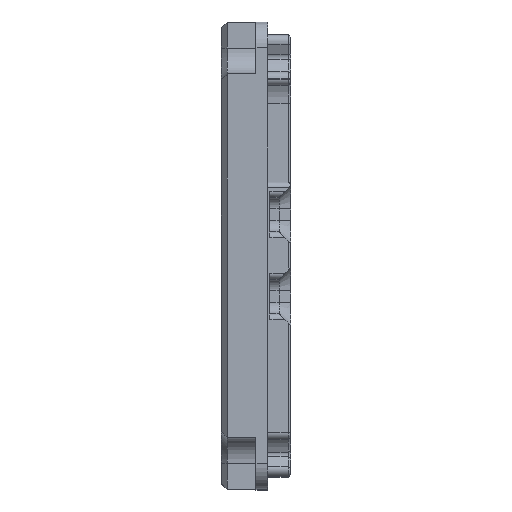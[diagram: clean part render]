
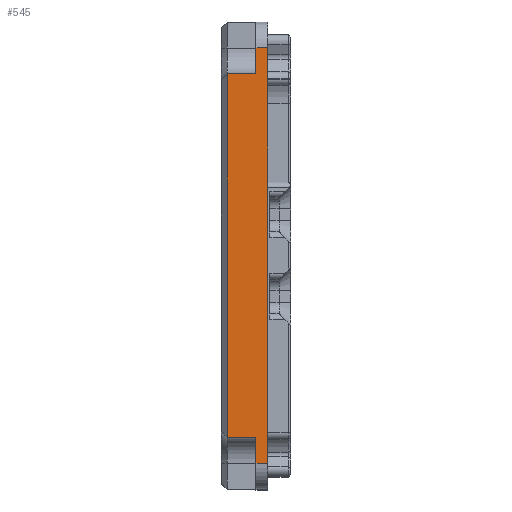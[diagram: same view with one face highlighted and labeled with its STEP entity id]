
A CAD part, top view. The second image highlights one B-rep face of the part: STEP entity #545.
In plain terms, the highlighted planar face has unit normal (0, 0, 1).
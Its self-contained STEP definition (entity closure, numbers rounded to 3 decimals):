
#545=ADVANCED_FACE('',(#970),#4074,.T.);
#970=FACE_OUTER_BOUND('',#1430,.F.);
#1430=EDGE_LOOP('',(#2028,#2029,#2030,#2031,#2032,#2033,#2034,#2035));
#2028=ORIENTED_EDGE('',*,*,#6946,.F.);
#2029=ORIENTED_EDGE('',*,*,#6959,.T.);
#2030=ORIENTED_EDGE('',*,*,#6979,.F.);
#2031=ORIENTED_EDGE('',*,*,#6964,.F.);
#2032=ORIENTED_EDGE('',*,*,#6972,.T.);
#2033=ORIENTED_EDGE('',*,*,#6962,.T.);
#2034=ORIENTED_EDGE('',*,*,#6945,.F.);
#2035=ORIENTED_EDGE('',*,*,#6728,.T.);
#4074=PLANE('',#10309);
#6728=EDGE_CURVE('',#9828,#9827,#7802,.T.);
#6945=EDGE_CURVE('',#9828,#9623,#7907,.T.);
#6946=EDGE_CURVE('',#9622,#9827,#7908,.T.);
#6959=EDGE_CURVE('',#9622,#9611,#7919,.T.);
#6962=EDGE_CURVE('',#9609,#9623,#7921,.T.);
#6964=EDGE_CURVE('',#9608,#9607,#7922,.T.);
#6972=EDGE_CURVE('',#9608,#9609,#7926,.T.);
#6979=EDGE_CURVE('',#9607,#9611,#7933,.T.);
#7802=LINE('',#13926,#8566);
#7907=LINE('',#14143,#8671);
#7908=LINE('',#14144,#8672);
#7919=LINE('',#14157,#8683);
#7921=LINE('',#14160,#8685);
#7922=LINE('',#14162,#8686);
#7926=LINE('',#14170,#8690);
#7933=LINE('',#14177,#8697);
#8566=VECTOR('',#10829,31.5);
#8671=VECTOR('',#11158,2.5);
#8672=VECTOR('',#11159,2.5);
#8683=VECTOR('',#11174,2.25);
#8685=VECTOR('',#11178,2.25);
#8686=VECTOR('',#11181,36.);
#8690=VECTOR('',#11193,1.);
#8697=VECTOR('',#11200,1.);
#9607=VERTEX_POINT('',#13346);
#9608=VERTEX_POINT('',#13347);
#9609=VERTEX_POINT('',#13348);
#9611=VERTEX_POINT('',#13350);
#9622=VERTEX_POINT('',#13361);
#9623=VERTEX_POINT('',#13362);
#9827=VERTEX_POINT('',#13566);
#9828=VERTEX_POINT('',#13567);
#10309=AXIS2_PLACEMENT_3D('',#14941,#12156,#12157);
#10829=DIRECTION('',(0.,1.,0.));
#11158=DIRECTION('',(1.,0.,0.));
#11159=DIRECTION('',(-1.,0.,0.));
#11174=DIRECTION('',(0.,1.,0.));
#11178=DIRECTION('',(0.,1.,0.));
#11181=DIRECTION('',(0.,1.,0.));
#11193=DIRECTION('',(-1.,0.,0.));
#11200=DIRECTION('',(-1.,0.,0.));
#12156=DIRECTION('',(0.,0.,1.));
#12157=DIRECTION('',(0.,1.,0.));
#13346=CARTESIAN_POINT('',(0.,18.,20.25));
#13347=CARTESIAN_POINT('',(0.,-18.,20.25));
#13348=CARTESIAN_POINT('',(-1.,-18.,20.25));
#13350=CARTESIAN_POINT('',(-1.,18.,20.25));
#13361=CARTESIAN_POINT('',(-1.,15.75,20.25));
#13362=CARTESIAN_POINT('',(-1.,-15.75,20.25));
#13566=CARTESIAN_POINT('',(-3.5,15.75,20.25));
#13567=CARTESIAN_POINT('',(-3.5,-15.75,20.25));
#13926=CARTESIAN_POINT('',(-3.5,-15.75,20.25));
#14143=CARTESIAN_POINT('',(-3.5,-15.75,20.25));
#14144=CARTESIAN_POINT('',(-1.,15.75,20.25));
#14157=CARTESIAN_POINT('',(-1.,15.75,20.25));
#14160=CARTESIAN_POINT('',(-1.,-18.,20.25));
#14162=CARTESIAN_POINT('',(0.,-18.,20.25));
#14170=CARTESIAN_POINT('',(0.,-18.,20.25));
#14177=CARTESIAN_POINT('',(0.,18.,20.25));
#14941=CARTESIAN_POINT('',(0.36,-18.36,20.25));
